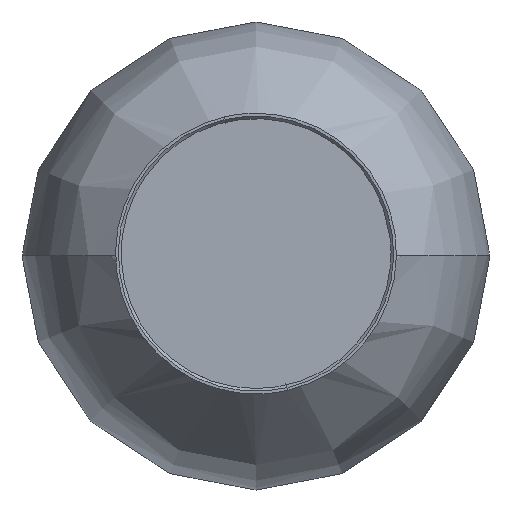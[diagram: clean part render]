
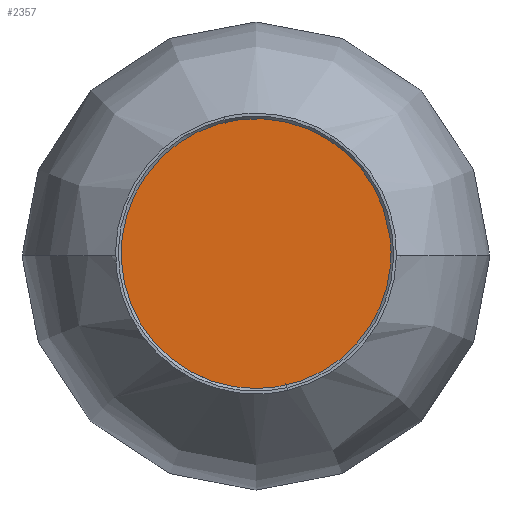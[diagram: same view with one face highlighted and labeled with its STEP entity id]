
A CAD part, top view. The second image highlights one B-rep face of the part: STEP entity #2357.
In plain terms, the highlighted planar face has unit normal (0, 0, 1).
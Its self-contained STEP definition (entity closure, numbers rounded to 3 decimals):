
#2357=ADVANCED_FACE('',(#3004),#10824,.T.);
#3004=FACE_OUTER_BOUND('',#3683,.T.);
#3683=EDGE_LOOP('',(#6998,#6999));
#6998=ORIENTED_EDGE('',*,*,#8825,.T.);
#6999=ORIENTED_EDGE('',*,*,#8828,.T.);
#8825=EDGE_CURVE('',#10324,#10323,#9190,.T.);
#8828=EDGE_CURVE('',#10323,#10324,#9193,.T.);
#9190=(
BOUNDED_CURVE()
B_SPLINE_CURVE(2,(#22056,#22057,#22058,#22059,#22060,#22061,#22062,#22063,
#22064),.UNSPECIFIED.,.F.,.F.)
B_SPLINE_CURVE_WITH_KNOTS((3,2,2,2,3),(-543.451,-412.588,
-281.725,-150.863,-20.),.UNSPECIFIED.)
CURVE()
GEOMETRIC_REPRESENTATION_ITEM()
RATIONAL_B_SPLINE_CURVE((1.,0.727,1.,0.727,1.,0.727,
1.,0.727,1.))
REPRESENTATION_ITEM('')
);
#9193=(
BOUNDED_CURVE()
B_SPLINE_CURVE(2,(#22070,#22071,#22072),.UNSPECIFIED.,.F.,.F.)
B_SPLINE_CURVE_WITH_KNOTS((3,3),(-20.,0.),.UNSPECIFIED.)
CURVE()
GEOMETRIC_REPRESENTATION_ITEM()
RATIONAL_B_SPLINE_CURVE((1.,1.,1.))
REPRESENTATION_ITEM('')
);
#10323=VERTEX_POINT('',#22043);
#10324=VERTEX_POINT('',#22044);
#10824=PLANE('',#11444);
#11444=AXIS2_PLACEMENT_3D('',#22040,#11977,$);
#11977=DIRECTION('',(0.,0.,1.));
#22040=CARTESIAN_POINT('',(129.102,-81.164,912.177));
#22043=CARTESIAN_POINT('',(86.028,9.598,912.177));
#22044=CARTESIAN_POINT('',(81.529,29.086,912.177));
#22056=CARTESIAN_POINT('',(81.529,29.086,912.177));
#22057=CARTESIAN_POINT('',(54.095,105.966,912.177));
#22058=CARTESIAN_POINT('',(-24.245,83.029,912.177));
#22059=CARTESIAN_POINT('',(-102.585,60.092,912.177));
#22060=CARTESIAN_POINT('',(-84.222,-19.444,912.177));
#22061=CARTESIAN_POINT('',(-65.86,-98.981,912.177));
#22062=CARTESIAN_POINT('',(14.606,-85.254,912.177));
#22063=CARTESIAN_POINT('',(95.073,-71.528,912.177));
#22064=CARTESIAN_POINT('',(86.028,9.598,912.177));
#22070=CARTESIAN_POINT('',(86.028,9.598,912.177));
#22071=CARTESIAN_POINT('',(83.779,19.342,912.177));
#22072=CARTESIAN_POINT('',(81.529,29.086,912.177));
